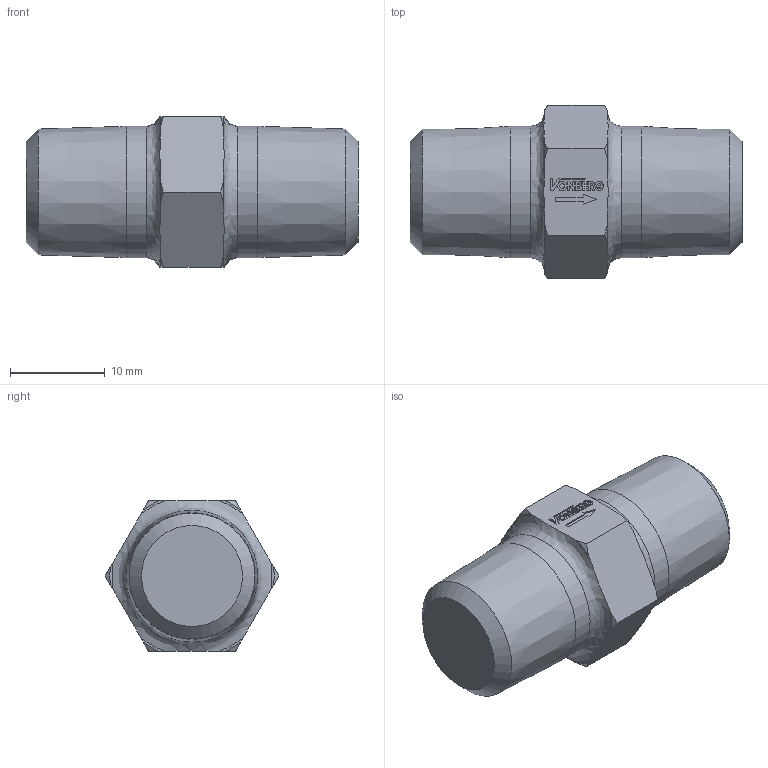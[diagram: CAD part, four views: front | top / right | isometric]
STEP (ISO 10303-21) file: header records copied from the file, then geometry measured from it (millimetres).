
FILE_DESCRIPTION((''),'2;1');
FILE_NAME('1902P.stp','2015-01-02T12:05:08',('jml'),(''),'Autodesk Inventor 2010','Autodesk Inventor 2010','');
FILE_SCHEMA(('AUTOMOTIVE_DESIGN { 1 0 10303 214 1 1 1 1 }'));
Length unit declared in the file: inch
Products named in the file (1): 1902P
Bounding box: 35.05 x 18.33 x 15.88 mm (x, y, z)
Volume: 5570.1 mm3; surface area: 1877.4 mm2
Topology: 1 solids, 1 shells, 138 faces, 363 edges, 240 vertices
Faces by surface type: plane 103, cylinder 17, cone 16, bspline 2
Full cylindrical faces by diameter (mm): 0.522 x1, 13.868 x2
Entity records: 4446 total; most frequent: CARTESIAN_POINT 985, ORIENTED_EDGE 704, DIRECTION 652, EDGE_CURVE 352, VECTOR 254, LINE 254, VERTEX_POINT 238, AXIS2_PLACEMENT_3D 199
